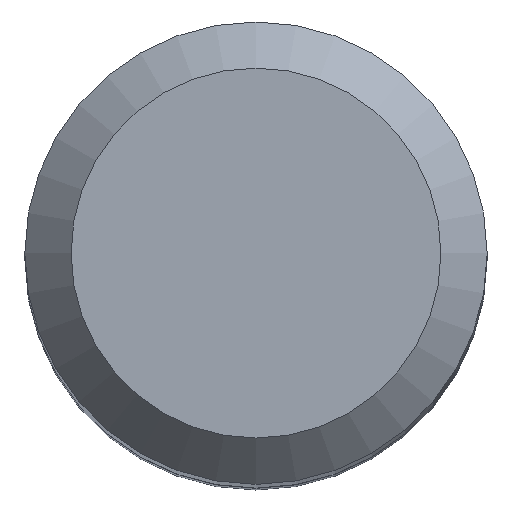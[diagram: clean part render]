
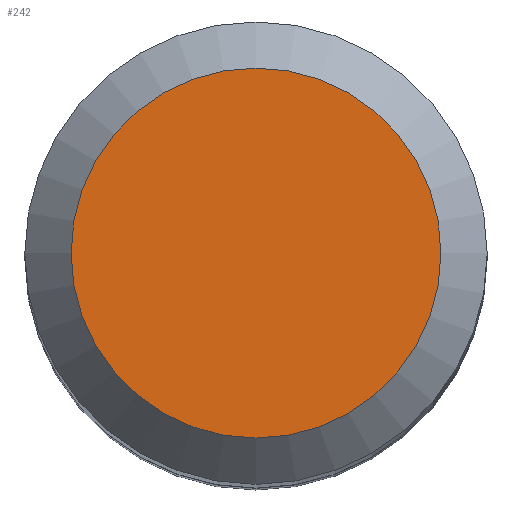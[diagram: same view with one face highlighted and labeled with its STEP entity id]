
A CAD part, top view. The second image highlights one B-rep face of the part: STEP entity #242.
In plain terms, the highlighted planar face has unit normal (0, 0, 1).
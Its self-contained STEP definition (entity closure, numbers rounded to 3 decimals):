
#4 = CARTESIAN_POINT ( 'NONE',  ( 0., 0., 72. ) ) ;
#19 = DIRECTION ( 'NONE',  ( 0., 1., 0. ) ) ;
#24 = PLANE ( 'NONE',  #185 ) ;
#78 = EDGE_LOOP ( 'NONE', ( #232 ) ) ;
#86 = CIRCLE ( 'NONE', #181, 4. ) ;
#125 = CARTESIAN_POINT ( 'NONE',  ( 0., 0., 72. ) ) ;
#165 = DIRECTION ( 'NONE',  ( 0., 0., -1. ) ) ;
#180 = EDGE_CURVE ( 'NONE', #187, #187, #86, .T. ) ;
#181 = AXIS2_PLACEMENT_3D ( 'NONE', #125, #165, #19 ) ;
#185 = AXIS2_PLACEMENT_3D ( 'NONE', #4, #248, #211 ) ;
#187 = VERTEX_POINT ( 'NONE', #209 ) ;
#209 = CARTESIAN_POINT ( 'NONE',  ( 0., 4., 72. ) ) ;
#210 = FACE_OUTER_BOUND ( 'NONE', #78, .T. ) ;
#211 = DIRECTION ( 'NONE',  ( 0., 1., 0. ) ) ;
#232 = ORIENTED_EDGE ( 'NONE', *, *, #180, .F. ) ;
#242 = ADVANCED_FACE ( 'NONE', ( #210 ), #24, .F. ) ;
#248 = DIRECTION ( 'NONE',  ( 0., 0., -1. ) ) ;
